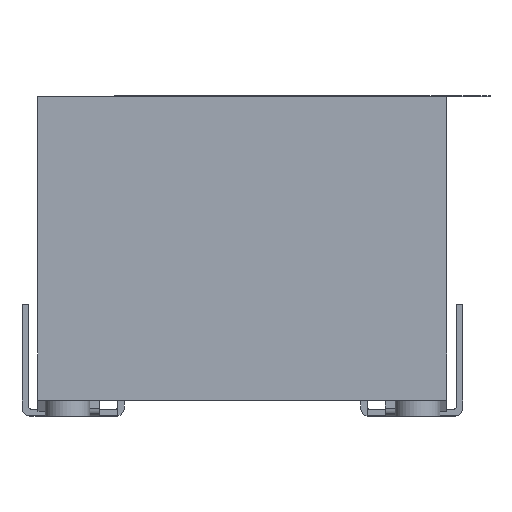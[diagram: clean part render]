
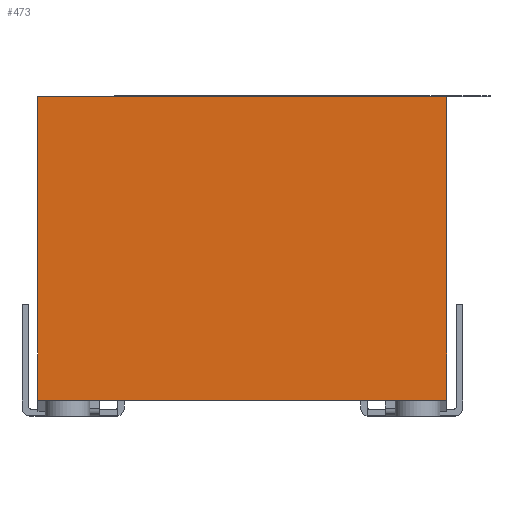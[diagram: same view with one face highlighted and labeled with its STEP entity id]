
A CAD part, front view. The second image highlights one B-rep face of the part: STEP entity #473.
In plain terms, the highlighted planar face has unit normal (0, -1, 0).
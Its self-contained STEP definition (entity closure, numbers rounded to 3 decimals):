
#473=ADVANCED_FACE('',(#965),#966,.T.);
#965=FACE_OUTER_BOUND('',#1462,.T.);
#966=PLANE('',#1463);
#1462=EDGE_LOOP('',(#2881,#2882,#2883,#2884));
#1463=AXIS2_PLACEMENT_3D('',#2885,#2886,#2887);
#2881=ORIENTED_EDGE('',*,*,#3533,.T.);
#2882=ORIENTED_EDGE('',*,*,#3152,.F.);
#2883=ORIENTED_EDGE('',*,*,#3163,.T.);
#2884=ORIENTED_EDGE('',*,*,#3121,.T.);
#2885=CARTESIAN_POINT('',(6.4,-6.4,0.0));
#2886=DIRECTION('',(0.0,-1.0,0.0));
#2887=DIRECTION('',(0.0,0.0,-1.0));
#3121=EDGE_CURVE('',#3823,#3821,#3824,.T.);
#3152=EDGE_CURVE('',#3872,#3874,#3875,.T.);
#3163=EDGE_CURVE('',#3872,#3823,#3889,.T.);
#3533=EDGE_CURVE('',#3821,#3874,#4395,.T.);
#3821=VERTEX_POINT('',#4789);
#3823=VERTEX_POINT('',#4792);
#3824=LINE('',#4793,#4794);
#3872=VERTEX_POINT('',#4864);
#3874=VERTEX_POINT('',#4867);
#3875=LINE('',#4868,#4869);
#3889=LINE('',#4889,#4890);
#4395=LINE('',#5604,#5605);
#4789=CARTESIAN_POINT('',(6.4,-6.4,9.5));
#4792=CARTESIAN_POINT('',(6.4,-6.4,0.0));
#4793=CARTESIAN_POINT('',(6.4,-6.4,0.0));
#4794=VECTOR('',#5874,9.5);
#4864=CARTESIAN_POINT('',(-6.4,-6.4,0.0));
#4867=CARTESIAN_POINT('',(-6.4,-6.4,9.5));
#4868=CARTESIAN_POINT('',(-6.4,-6.4,0.0));
#4869=VECTOR('',#5904,9.5);
#4889=CARTESIAN_POINT('',(-6.4,-6.4,0.0));
#4890=VECTOR('',#5914,12.8);
#5604=CARTESIAN_POINT('',(-6.4,-6.4,9.5));
#5605=VECTOR('',#6273,12.8);
#5874=DIRECTION('',(0.0,0.0,1.0));
#5904=DIRECTION('',(0.0,0.0,1.0));
#5914=DIRECTION('',(1.0,0.0,0.0));
#6273=DIRECTION('',(-1.0,0.0,0.0));
